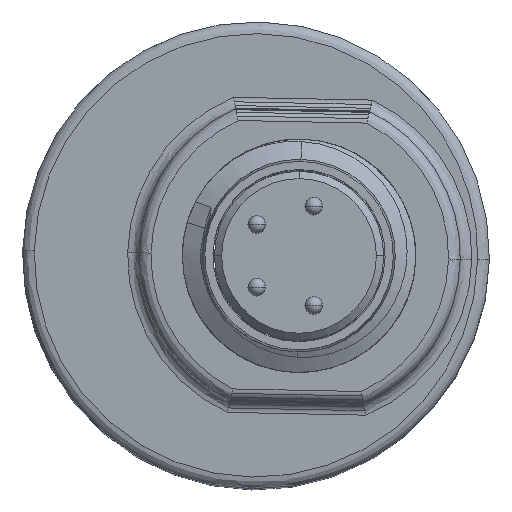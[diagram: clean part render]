
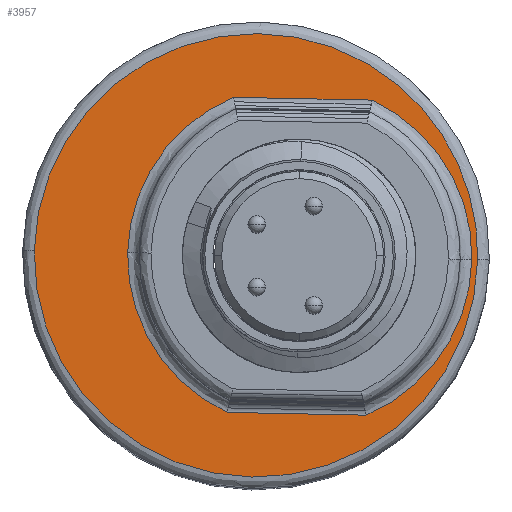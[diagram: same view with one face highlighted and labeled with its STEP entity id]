
A CAD part, top view. The second image highlights one B-rep face of the part: STEP entity #3957.
In plain terms, the highlighted planar face has unit normal (0, 0, 1).
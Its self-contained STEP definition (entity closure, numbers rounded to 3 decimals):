
#243=PLANE('',#9983);
#472=CIRCLE('',#9942,7.6);
#477=CIRCLE('',#9947,5.9);
#481=CIRCLE('',#9951,5.9);
#495=CIRCLE('',#9981,5.9);
#496=CIRCLE('',#9982,5.9);
#497=CIRCLE('',#9984,7.6);
#498=CIRCLE('',#9985,7.6);
#843=VERTEX_POINT('',#6315);
#845=VERTEX_POINT('',#6318);
#848=VERTEX_POINT('',#6340);
#849=VERTEX_POINT('',#6342);
#851=VERTEX_POINT('',#6375);
#852=VERTEX_POINT('',#6391);
#860=VERTEX_POINT('',#6825);
#861=VERTEX_POINT('',#6827);
#862=VERTEX_POINT('',#6874);
#1192=VECTOR('',#4576,1.);
#1193=VECTOR('',#4579,1.);
#1399=LINE('',#6815,#1192);
#1400=LINE('',#6826,#1193);
#1683=EDGE_CURVE('',#843,#845,#472,.T.);
#1688=EDGE_CURVE('',#848,#849,#477,.T.);
#1696=EDGE_CURVE('',#852,#851,#481,.T.);
#1725=EDGE_CURVE('',#849,#852,#1399,.T.);
#1727=EDGE_CURVE('',#860,#861,#1400,.T.);
#1731=EDGE_CURVE('',#851,#860,#495,.T.);
#1732=EDGE_CURVE('',#861,#848,#496,.T.);
#1733=EDGE_CURVE('',#862,#843,#497,.T.);
#1734=EDGE_CURVE('',#845,#862,#498,.T.);
#2519=ORIENTED_EDGE('',*,*,#1733,.F.);
#2520=ORIENTED_EDGE('',*,*,#1734,.F.);
#2521=ORIENTED_EDGE('',*,*,#1683,.F.);
#2522=ORIENTED_EDGE('',*,*,#1732,.F.);
#2523=ORIENTED_EDGE('',*,*,#1727,.F.);
#2524=ORIENTED_EDGE('',*,*,#1731,.F.);
#2525=ORIENTED_EDGE('',*,*,#1696,.F.);
#2526=ORIENTED_EDGE('',*,*,#1725,.F.);
#2527=ORIENTED_EDGE('',*,*,#1688,.F.);
#3407=EDGE_LOOP('',(#2519,#2520,#2521));
#3408=EDGE_LOOP('',(#2522,#2523,#2524,#2525,#2526,#2527));
#3684=FACE_BOUND('',#3407,.T.);
#3685=FACE_BOUND('',#3408,.T.);
#3957=ADVANCED_FACE('',(#3684,#3685),#243,.F.);
#4502=DIRECTION('',(0.,0.,-1.));
#4503=DIRECTION('',(7.598,-0.152,0.));
#4512=DIRECTION('',(0.,0.,1.));
#4513=DIRECTION('',(5.899,-0.118,0.));
#4520=DIRECTION('',(0.,0.,1.));
#4521=DIRECTION('',(5.899,-0.118,0.));
#4576=DIRECTION('',(-1.,0.02,0.));
#4579=DIRECTION('',(1.,-0.02,0.));
#4586=DIRECTION('',(0.,0.,1.));
#4587=DIRECTION('',(5.899,-0.118,0.));
#4588=DIRECTION('',(0.,0.,1.));
#4589=DIRECTION('',(5.899,-0.118,0.));
#4590=DIRECTION('',(0.,0.,-1.));
#4591=DIRECTION('',(0.,0.,-1.));
#4592=DIRECTION('',(7.598,-0.152,0.));
#4593=DIRECTION('',(0.,0.,-1.));
#4594=DIRECTION('',(7.598,-0.152,0.));
#6315=CARTESIAN_POINT('',(6.123,-0.125,-5.059));
#6317=CARTESIAN_POINT('',(-1.475,0.027,-5.059));
#6318=CARTESIAN_POINT('',(-9.074,0.178,-5.059));
#6340=CARTESIAN_POINT('',(5.923,-0.121,-5.059));
#6341=CARTESIAN_POINT('',(0.024,-0.003,-5.059));
#6342=CARTESIAN_POINT('',(2.509,5.348,-5.059));
#6375=CARTESIAN_POINT('',(-5.874,0.114,-5.059));
#6391=CARTESIAN_POINT('',(-2.244,5.443,-5.059));
#6392=CARTESIAN_POINT('',(0.024,-0.003,-5.059));
#6815=CARTESIAN_POINT('',(2.509,5.348,-5.059));
#6825=CARTESIAN_POINT('',(-2.46,-5.355,-5.059));
#6826=CARTESIAN_POINT('',(-2.46,-5.355,-5.059));
#6827=CARTESIAN_POINT('',(2.293,-5.45,-5.059));
#6855=CARTESIAN_POINT('',(0.024,-0.003,-5.059));
#6871=CARTESIAN_POINT('',(0.024,-0.003,-5.059));
#6872=CARTESIAN_POINT('',(-9.667,8.54,-5.059));
#6873=CARTESIAN_POINT('',(-1.475,0.027,-5.059));
#6874=CARTESIAN_POINT('',(3.411,5.848,-5.059));
#6875=CARTESIAN_POINT('',(-1.475,0.027,-5.059));
#9942=AXIS2_PLACEMENT_3D('',#6317,#4502,#4503);
#9947=AXIS2_PLACEMENT_3D('',#6341,#4512,#4513);
#9951=AXIS2_PLACEMENT_3D('',#6392,#4520,#4521);
#9981=AXIS2_PLACEMENT_3D('',#6855,#4586,#4587);
#9982=AXIS2_PLACEMENT_3D('',#6871,#4588,#4589);
#9983=AXIS2_PLACEMENT_3D('',#6872,#4590,$);
#9984=AXIS2_PLACEMENT_3D('',#6873,#4591,#4592);
#9985=AXIS2_PLACEMENT_3D('',#6875,#4593,#4594);
